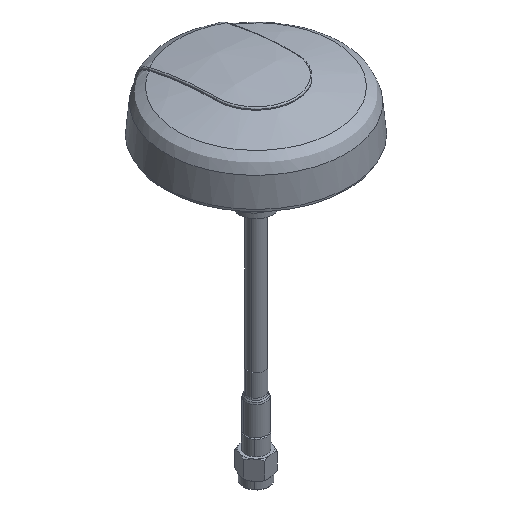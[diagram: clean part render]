
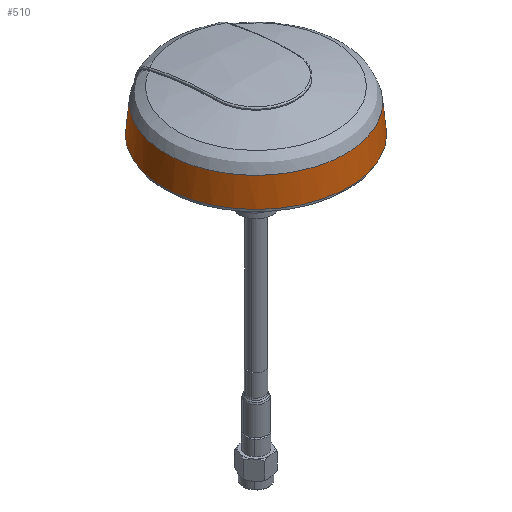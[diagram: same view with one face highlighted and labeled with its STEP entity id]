
A CAD part, isometric view. The second image highlights one B-rep face of the part: STEP entity #510.
In plain terms, the highlighted conical face has half-angle 6 degrees and reference radius 28.504 mm.
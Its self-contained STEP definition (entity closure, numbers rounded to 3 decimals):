
#286 = CARTESIAN_POINT ( 'NONE',  ( 54.865, 23.272, 5.132 ) ) ;
#339 = CARTESIAN_POINT ( 'NONE',  ( 6.217, -3.446, 5.132 ) ) ;
#439 = CARTESIAN_POINT ( 'NONE',  ( 46.263, 32.095, 5.132 ) ) ;
#510 = ADVANCED_FACE ( 'NONE', ( #9832 ), #5970, .T. ) ;
#1136 = DIRECTION ( 'NONE',  ( 0., 0., 1. ) ) ;
#1260 = CARTESIAN_POINT ( 'NONE',  ( 37.33, -18.315, 5.132 ) ) ;
#1275 = ORIENTED_EDGE ( 'NONE', *, *, #7999, .T. ) ;
#1419 = CARTESIAN_POINT ( 'NONE',  ( 18.823, 33.471, 5.132 ) ) ;
#1925 = CARTESIAN_POINT ( 'NONE',  ( 9.524, -8.645, 5.132 ) ) ;
#1943 = CARTESIAN_POINT ( 'NONE',  ( 4.854, 17.687, 5.132 ) ) ;
#2021 = CARTESIAN_POINT ( 'NONE',  ( 50.719, -10.962, 5.132 ) ) ;
#2455 = DIRECTION ( 'NONE',  ( 0., 0., -1. ) ) ;
#2606 = CARTESIAN_POINT ( 'NONE',  ( 31.167, 8.774, -3.374 ) ) ;
#2641 = CARTESIAN_POINT ( 'NONE',  ( 58.746, 5.434, 5.132 ) ) ;
#2646 = DIRECTION ( 'NONE',  ( 0., 1., 0. ) ) ;
#2693 = CARTESIAN_POINT ( 'NONE',  ( 58.947, 8.552, 5.132 ) ) ;
#2793 = CARTESIAN_POINT ( 'NONE',  ( 52.812, -8.642, 5.132 ) ) ;
#2838 = CARTESIAN_POINT ( 'NONE',  ( 28.088, -18.837, 5.132 ) ) ;
#2993 = AXIS2_PLACEMENT_3D ( 'NONE', #3533, #1136, #5947 ) ;
#3281 = CARTESIAN_POINT ( 'NONE',  ( 18.674, 34.394, -3.374 ) ) ;
#3410 = CARTESIAN_POINT ( 'NONE',  ( 58.313, 14.681, 5.132 ) ) ;
#3457 = CARTESIAN_POINT ( 'NONE',  ( 5.003, -0.567, 5.132 ) ) ;
#3533 = CARTESIAN_POINT ( 'NONE',  ( 31.167, 8.774, -3.374 ) ) ;
#3562 = CARTESIAN_POINT ( 'NONE',  ( 48.786, 30.253, 5.132 ) ) ;
#3563 = VERTEX_POINT ( 'NONE', #3767 ) ;
#3611 = CARTESIAN_POINT ( 'NONE',  ( 56.118, -3.442, 5.132 ) ) ;
#3624 = CARTESIAN_POINT ( 'NONE',  ( 4.02, 14.677, 5.132 ) ) ;
#3767 = CARTESIAN_POINT ( 'NONE',  ( 43.506, 33.473, 5.132 ) ) ;
#3794 = B_SPLINE_CURVE_WITH_KNOTS ( 'NONE', 3,
 ( #1419, #3868, #8341, #6098 ),
 .UNSPECIFIED., .F., .F.,
 ( 4, 4 ),
 ( 0., 0.009 ),
 .UNSPECIFIED. ) ;
#3868 = CARTESIAN_POINT ( 'NONE',  ( 18.773, 33.779, 2.297 ) ) ;
#3989 = B_SPLINE_CURVE_WITH_KNOTS ( 'NONE', 3,
 ( #4812, #7208, #8724, #7923 ),
 .UNSPECIFIED., .F., .F.,
 ( 4, 4 ),
 ( 0., 0.009 ),
 .UNSPECIFIED. ) ;
#4806 = VERTEX_POINT ( 'NONE', #5519 ) ;
#4812 = CARTESIAN_POINT ( 'NONE',  ( 43.655, 34.396, -3.374 ) ) ;
#5040 = CARTESIAN_POINT ( 'NONE',  ( 13.544, 30.25, 5.132 ) ) ;
#5121 = CARTESIAN_POINT ( 'NONE',  ( 45.888, -14.786, 5.132 ) ) ;
#5406 = VERTEX_POINT ( 'NONE', #5915 ) ;
#5519 = CARTESIAN_POINT ( 'NONE',  ( 43.655, 34.396, -3.374 ) ) ;
#5600 = EDGE_LOOP ( 'NONE', ( #6465, #1275, #8781, #8662 ) ) ;
#5720 = CARTESIAN_POINT ( 'NONE',  ( 3.587, 5.43, 5.132 ) ) ;
#5768 = CARTESIAN_POINT ( 'NONE',  ( 34.25, -18.836, 5.132 ) ) ;
#5784 = CARTESIAN_POINT ( 'NONE',  ( 7.466, 23.268, 5.132 ) ) ;
#5915 = CARTESIAN_POINT ( 'NONE',  ( 18.823, 33.471, 5.132 ) ) ;
#5936 = CARTESIAN_POINT ( 'NONE',  ( 18.823, 33.471, 5.132 ) ) ;
#5947 = DIRECTION ( 'NONE',  ( 0., 1., 0. ) ) ;
#5970 = CONICAL_SURFACE ( 'NONE', #5979, 28.504, 0.105 ) ;
#5979 = AXIS2_PLACEMENT_3D ( 'NONE', #2606, #2455, #2646 ) ;
#5993 = EDGE_CURVE ( 'NONE', #4806, #3563, #3989, .T. ) ;
#6098 = CARTESIAN_POINT ( 'NONE',  ( 18.674, 34.394, -3.374 ) ) ;
#6465 = ORIENTED_EDGE ( 'NONE', *, *, #8713, .T. ) ;
#6489 = CARTESIAN_POINT ( 'NONE',  ( 19.187, -16.292, 5.132 ) ) ;
#6643 = CARTESIAN_POINT ( 'NONE',  ( 53.087, 25.841, 5.132 ) ) ;
#6690 = CARTESIAN_POINT ( 'NONE',  ( 43.506, 33.473, 5.132 ) ) ;
#7208 = CARTESIAN_POINT ( 'NONE',  ( 43.605, 34.089, -0.539 ) ) ;
#7923 = CARTESIAN_POINT ( 'NONE',  ( 43.506, 33.473, 5.132 ) ) ;
#7999 = EDGE_CURVE ( 'NONE', #10049, #4806, #9169, .T. ) ;
#8031 = CARTESIAN_POINT ( 'NONE',  ( 25.007, -18.316, 5.132 ) ) ;
#8236 = CARTESIAN_POINT ( 'NONE',  ( 43.15, -16.29, 5.132 ) ) ;
#8341 = CARTESIAN_POINT ( 'NONE',  ( 18.724, 34.087, -0.539 ) ) ;
#8662 = ORIENTED_EDGE ( 'NONE', *, *, #9417, .T. ) ;
#8713 = EDGE_CURVE ( 'NONE', #5406, #10049, #3794, .T. ) ;
#8724 = CARTESIAN_POINT ( 'NONE',  ( 43.556, 33.781, 2.297 ) ) ;
#8781 = ORIENTED_EDGE ( 'NONE', *, *, #5993, .T. ) ;
#8836 = CARTESIAN_POINT ( 'NONE',  ( 3.386, 8.547, 5.132 ) ) ;
#8889 = CARTESIAN_POINT ( 'NONE',  ( 16.449, -14.789, 5.132 ) ) ;
#8903 = CARTESIAN_POINT ( 'NONE',  ( 16.067, 32.093, 5.132 ) ) ;
#8984 = CARTESIAN_POINT ( 'NONE',  ( 57.478, 17.691, 5.132 ) ) ;
#9169 = CIRCLE ( 'NONE', #2993, 28.504 ) ;
#9417 = EDGE_CURVE ( 'NONE', #3563, #5406, #9884, .T. ) ;
#9619 = CARTESIAN_POINT ( 'NONE',  ( 11.617, -10.965, 5.132 ) ) ;
#9778 = CARTESIAN_POINT ( 'NONE',  ( 57.332, -0.563, 5.132 ) ) ;
#9794 = CARTESIAN_POINT ( 'NONE',  ( 9.243, 25.837, 5.132 ) ) ;
#9832 = FACE_OUTER_BOUND ( 'NONE', #5600, .T. ) ;
#9884 = B_SPLINE_CURVE_WITH_KNOTS ( 'NONE', 3,
 ( #6690, #439, #3562, #6643, #286, #8984, #3410, #2693, #2641, #9778, #3611, #2793, #2021, #5121, #8236, #1260, #5768, #2838, #8031, #6489, #8889, #9619, #1925, #339, #3457, #5720, #8836, #3624, #1943, #5784, #9794, #5040, #8903, #5936 ),
 .UNSPECIFIED., .F., .F.,
 ( 4, 2, 2, 2, 2, 2, 2, 2, 2, 2, 2, 2, 2, 2, 2, 2, 4 ),
 ( 0., 0.062, 0.125, 0.187, 0.25, 0.312, 0.375, 0.437, 0.5, 0.562, 0.625, 0.687, 0.75, 0.812, 0.875, 0.938, 1. ),
 .UNSPECIFIED. ) ;
#10049 = VERTEX_POINT ( 'NONE', #3281 ) ;
